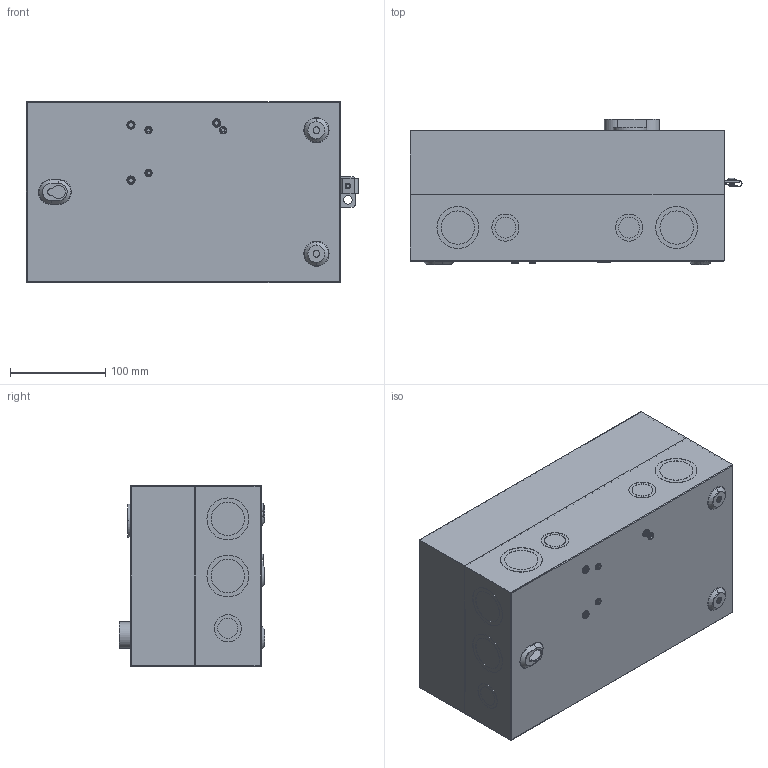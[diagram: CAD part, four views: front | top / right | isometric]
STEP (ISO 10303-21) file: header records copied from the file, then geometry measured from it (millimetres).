
FILE_DESCRIPTION (( 'STEP AP203' ), '1' );
FILE_NAME ('ESW-B80D39A-R74.step', '2023-01-18T18:24:52', ( '' ), ( '' ), 'SwSTEP 2.0', 'SolidWorks 2021', '' );
FILE_SCHEMA (( 'CONFIG_CONTROL_DESIGN' ));
Length unit declared in the file: inch
Products named in the file (1): ESW-B80D39A-R74
Bounding box: 349 x 153.4 x 190.6 mm (x, y, z)
Volume: 402760.3 mm3; surface area: 604330.8 mm2
Topology: 7 solids, 7 shells, 435 faces, 1056 edges, 701 vertices
Faces by surface type: cylinder 221, plane 161, bspline 22, torus 16, cone 15
Entity records: 15296 total; most frequent: CARTESIAN_POINT 5039, ORIENTED_EDGE 2112, DIRECTION 2111, EDGE_CURVE 1056, AXIS2_PLACEMENT_3D 789, VERTEX_POINT 701, LINE 533, VECTOR 533
